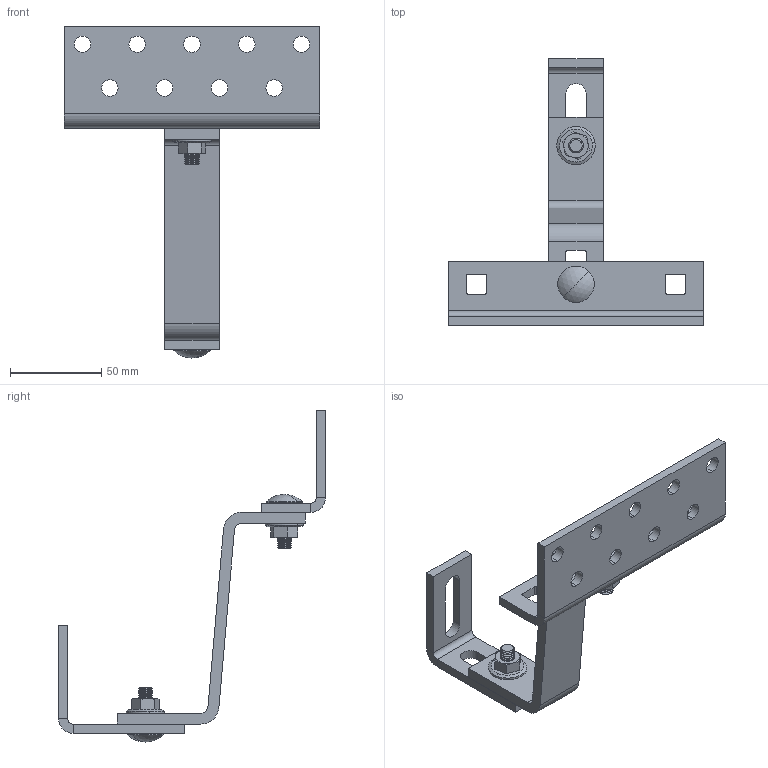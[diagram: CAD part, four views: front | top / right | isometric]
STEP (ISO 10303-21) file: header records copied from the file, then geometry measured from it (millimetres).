
FILE_DESCRIPTION (( 'STEP AP203' ), '1' );
FILE_NAME ('084.106.178.STEP', '2013-01-23T10:56:39', ( 'Alusic' ), ( 'Alusic' ), 'SwSTEP 2.0', 'SolidWorks 2011', '' );
FILE_SCHEMA (( 'CONFIG_CONTROL_DESIGN' ));
Length unit declared in the file: millimetre
Products named in the file (6): 084.106.178A; 084.106.178C; 084.106.178; Square Neck Bolt 01_ALUSIC_PreviewCfg; 084.302.036_084.302.036; 084.106.178B
Assembly tree (7 placements, depth 2):
  084.106.178
    Square Neck Bolt 01_ALUSIC_PreviewCfg  x2
    084.106.178A
    084.106.178C
    084.106.178B
    084.302.036_084.302.036  x2
Bounding box: 140 x 146.13 x 181.8 mm (x, y, z)
Volume: 107663.1 mm3; surface area: 53670.5 mm2
Topology: 7 solids, 7 shells, 381 faces, 971 edges, 608 vertices
Faces by surface type: cone 154, cylinder 135, plane 88, sphere 4
Entity records: 8354 total; most frequent: CARTESIAN_POINT 1430, DIRECTION 1406, ORIENTED_EDGE 1264, EDGE_CURVE 632, AXIS2_PLACEMENT_3D 543, VERTEX_POINT 399, LINE 320, VECTOR 320
